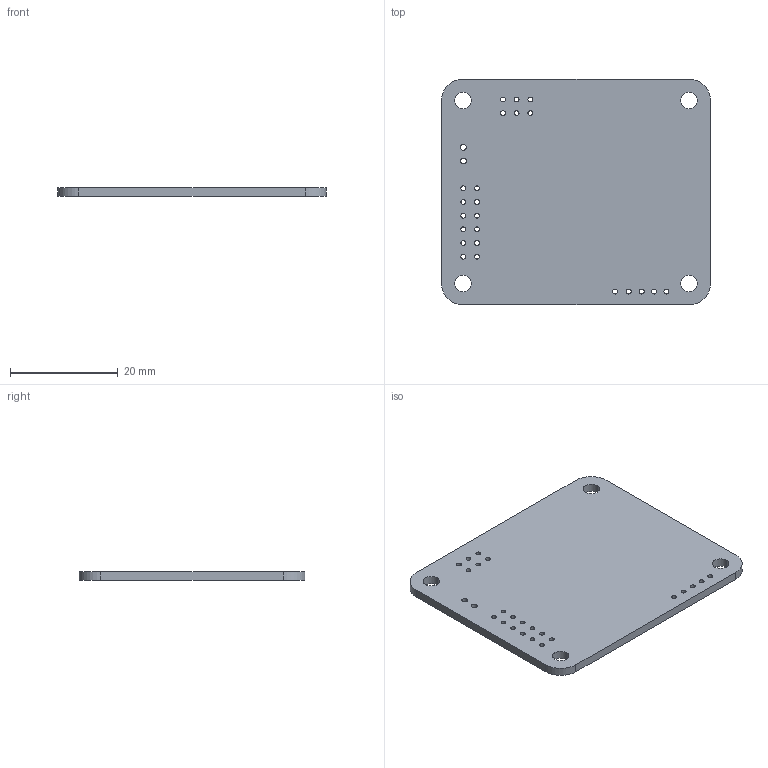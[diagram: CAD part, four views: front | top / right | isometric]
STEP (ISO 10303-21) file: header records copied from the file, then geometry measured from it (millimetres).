
FILE_DESCRIPTION(('Designed by EasyEDA Pro'),'2;1');
FILE_NAME('Open CASCADE Shape Model','2025-03-02T00:06:57',('Author'),( 'Open CASCADE'),'Open CASCADE STEP processor 7.8','Open CASCADE 7.8' ,'Unknown');
FILE_SCHEMA(('AUTOMOTIVE_DESIGN { 1 0 10303 214 1 1 1 1 }'));
Length unit declared in the file: millimetre
Products named in the file (6): Obma-PCBModel; Obma-TopTrack; Obma-BottomTrack; Obma-Board; Obma-Top FPC Stiffener; Obma-Bot FPC Stiffener
Assembly tree (5 placements, depth 2):
  Obma-PCBModel
    Obma-TopTrack
    Obma-BottomTrack
    Obma-Board
    Obma-Top FPC Stiffener
    Obma-Bot FPC Stiffener
Bounding box: 49.97 x 41.97 x 1.6 mm (x, y, z)
Volume: 3261.6 mm3; surface area: 4536 mm2
Topology: 1 solids, 1 shells, 68 faces, 198 edges, 132 vertices
Faces by surface type: cylinder 62, plane 6
Entity records: 3016 total; most frequent: DIRECTION 470, CARTESIAN_POINT 404, ORIENTED_EDGE 396, AXIS2_PLACEMENT_3D 198, EDGE_CURVE 198, VERTEX_POINT 132, FACE_BOUND 126, EDGE_LOOP 126
